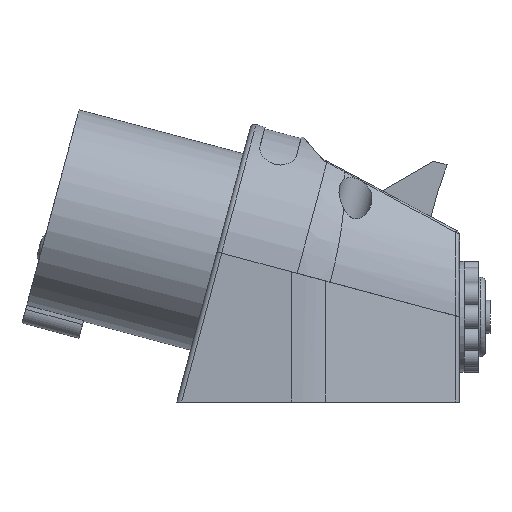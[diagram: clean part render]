
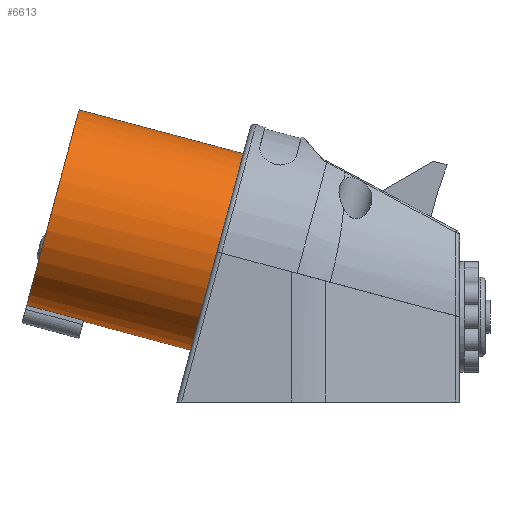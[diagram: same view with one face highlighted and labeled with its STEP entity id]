
A CAD part, left-side view. The second image highlights one B-rep face of the part: STEP entity #6613.
In plain terms, the highlighted cylindrical face has radius 21.6 mm (diameter 43.2 mm), a full revolution.
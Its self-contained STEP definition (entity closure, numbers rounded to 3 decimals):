
#188=CYLINDRICAL_SURFACE('',#7223,21.6);
#639=LINE('',#11327,#1213);
#640=LINE('',#11331,#1214);
#641=LINE('',#11332,#1215);
#1213=VECTOR('',#8659,10.);
#1214=VECTOR('',#8664,10.);
#1215=VECTOR('',#8665,21.6);
#1675=FACE_OUTER_BOUND('',#2056,.T.);
#2056=EDGE_LOOP('',(#5224,#5225,#5226,#5227,#5228,#5229,#5230));
#2383=CIRCLE('',#7215,21.6);
#2384=CIRCLE('',#7217,21.6);
#2388=CIRCLE('',#7224,21.6);
#2862=VERTEX_POINT('',#11305);
#2863=VERTEX_POINT('',#11308);
#2864=VERTEX_POINT('',#11309);
#2870=VERTEX_POINT('',#11325);
#2871=VERTEX_POINT('',#11329);
#3680=EDGE_CURVE('',#2862,#2862,#2383,.T.);
#3681=EDGE_CURVE('',#2863,#2864,#2384,.T.);
#3690=EDGE_CURVE('',#2870,#2864,#639,.T.);
#3691=EDGE_CURVE('',#2871,#2870,#2388,.T.);
#3692=EDGE_CURVE('',#2871,#2863,#640,.T.);
#3693=EDGE_CURVE('',#2870,#2862,#641,.T.);
#5224=ORIENTED_EDGE('',*,*,#3691,.F.);
#5225=ORIENTED_EDGE('',*,*,#3692,.T.);
#5226=ORIENTED_EDGE('',*,*,#3681,.T.);
#5227=ORIENTED_EDGE('',*,*,#3690,.F.);
#5228=ORIENTED_EDGE('',*,*,#3693,.T.);
#5229=ORIENTED_EDGE('',*,*,#3680,.F.);
#5230=ORIENTED_EDGE('',*,*,#3693,.F.);
#6613=ADVANCED_FACE('',(#1675),#188,.T.);
#7215=AXIS2_PLACEMENT_3D('',#11306,#8638,#8639);
#7217=AXIS2_PLACEMENT_3D('',#11310,#8642,#8643);
#7223=AXIS2_PLACEMENT_3D('',#11328,#8660,#8661);
#7224=AXIS2_PLACEMENT_3D('',#11330,#8662,#8663);
#8638=DIRECTION('center_axis',(0.,-0.966,
-0.259));
#8639=DIRECTION('ref_axis',(0.139,-0.256,0.957));
#8642=DIRECTION('center_axis',(0.,-0.966,
-0.259));
#8643=DIRECTION('ref_axis',(0.139,-0.256,0.957));
#8659=DIRECTION('',(0.,0.966,0.259));
#8660=DIRECTION('center_axis',(0.,0.966,
0.259));
#8661=DIRECTION('ref_axis',(0.139,-0.256,0.957));
#8662=DIRECTION('center_axis',(0.,0.966,
0.259));
#8663=DIRECTION('ref_axis',(-0.139,-0.256,0.957));
#8664=DIRECTION('',(0.,0.966,0.259));
#8665=DIRECTION('',(0.,-0.966,-0.259));
#11305=CARTESIAN_POINT('',(-3.,27.126,20.731));
#11306=CARTESIAN_POINT('Origin',(0.,21.59,
41.393));
#11308=CARTESIAN_POINT('',(3.,62.865,30.307));
#11309=CARTESIAN_POINT('',(-3.,62.865,30.307));
#11310=CARTESIAN_POINT('Origin',(0.,57.329,
50.969));
#11325=CARTESIAN_POINT('',(-3.,50.791,27.072));
#11327=CARTESIAN_POINT('',(-3.,27.126,20.731));
#11328=CARTESIAN_POINT('Origin',(0.,21.59,
41.393));
#11329=CARTESIAN_POINT('',(3.,50.791,27.072));
#11330=CARTESIAN_POINT('Origin',(0.,45.255,
47.734));
#11331=CARTESIAN_POINT('',(3.,27.126,20.731));
#11332=CARTESIAN_POINT('',(-3.,27.126,20.731));
